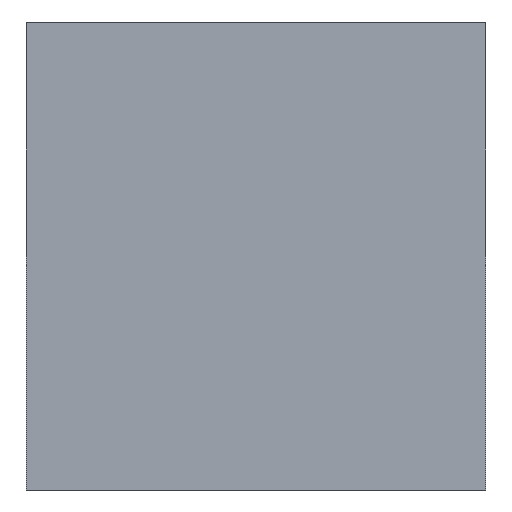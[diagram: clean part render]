
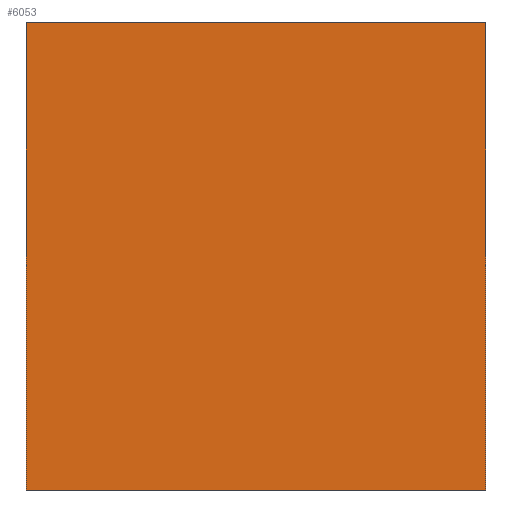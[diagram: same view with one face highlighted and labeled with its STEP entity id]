
A CAD part, left-side view. The second image highlights one B-rep face of the part: STEP entity #6053.
In plain terms, the highlighted planar face has unit normal (-1, 0, 0).
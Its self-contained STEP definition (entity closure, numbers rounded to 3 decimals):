
#66=PLANE('',#6485);
#500=FACE_OUTER_BOUND('',#866,.T.);
#866=EDGE_LOOP('',(#5350,#5351,#5352,#5353));
#1704=LINE('',#25209,#2037);
#1707=LINE('',#25215,#2040);
#1712=LINE('',#25224,#2045);
#1717=LINE('',#25232,#2050);
#2037=VECTOR('',#7630,10.);
#2040=VECTOR('',#7635,10.);
#2045=VECTOR('',#7644,10.);
#2050=VECTOR('',#7651,10.);
#2614=VERTEX_POINT('',#25206);
#2615=VERTEX_POINT('',#25208);
#2616=VERTEX_POINT('',#25212);
#2617=VERTEX_POINT('',#25214);
#3526=EDGE_CURVE('',#2615,#2614,#1704,.T.);
#3529=EDGE_CURVE('',#2617,#2616,#1707,.T.);
#3534=EDGE_CURVE('',#2616,#2615,#1712,.T.);
#3539=EDGE_CURVE('',#2614,#2617,#1717,.T.);
#5350=ORIENTED_EDGE('',*,*,#3529,.T.);
#5351=ORIENTED_EDGE('',*,*,#3534,.T.);
#5352=ORIENTED_EDGE('',*,*,#3526,.T.);
#5353=ORIENTED_EDGE('',*,*,#3539,.T.);
#6053=ADVANCED_FACE('',(#500),#66,.T.);
#6485=AXIS2_PLACEMENT_3D('',#25233,#7652,#7653);
#7630=DIRECTION('',(0.,0.,1.));
#7635=DIRECTION('',(0.,0.,-1.));
#7644=DIRECTION('',(0.,-1.,0.));
#7651=DIRECTION('',(0.,1.,0.));
#7652=DIRECTION('center_axis',(-1.,0.,0.));
#7653=DIRECTION('ref_axis',(0.,0.,1.));
#25206=CARTESIAN_POINT('',(-94.,-31.15,31.75));
#25208=CARTESIAN_POINT('',(-94.,-31.15,-31.75));
#25209=CARTESIAN_POINT('',(-94.,-31.15,-31.75));
#25212=CARTESIAN_POINT('',(-94.,31.15,-31.75));
#25214=CARTESIAN_POINT('',(-94.,31.15,31.75));
#25215=CARTESIAN_POINT('',(-94.,31.15,31.75));
#25224=CARTESIAN_POINT('',(-94.,31.15,-31.75));
#25232=CARTESIAN_POINT('',(-94.,-31.15,31.75));
#25233=CARTESIAN_POINT('Origin',(-94.,0.,0.));
